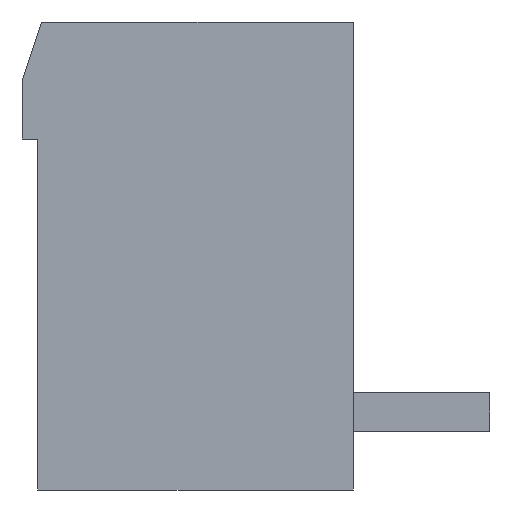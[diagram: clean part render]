
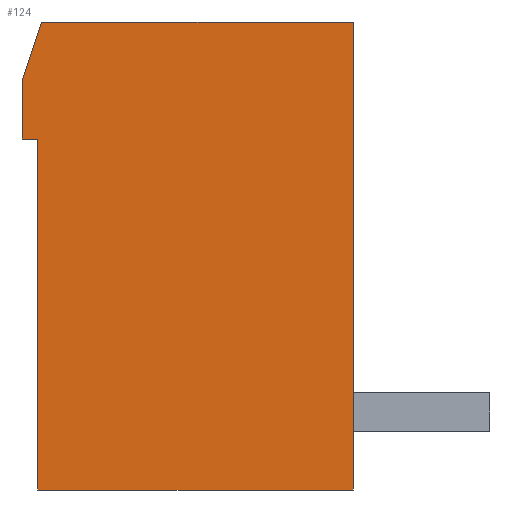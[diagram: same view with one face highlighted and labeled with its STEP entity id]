
A CAD part, left-side view. The second image highlights one B-rep face of the part: STEP entity #124.
In plain terms, the highlighted planar face has unit normal (-1, 0, 0).
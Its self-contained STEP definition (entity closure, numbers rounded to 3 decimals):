
#124=ADVANCED_FACE('3578',(#335),#336,.T.);
#335=FACE_OUTER_BOUND('',#639,.T.);
#336=PLANE('',#640);
#639=EDGE_LOOP('',(#1325,#1326,#1327,#1328,#1329,#1330,#1331));
#640=AXIS2_PLACEMENT_3D('',#1332,#1333,#1334);
#1325=ORIENTED_EDGE('',*,*,#2236,.T.);
#1326=ORIENTED_EDGE('',*,*,#2237,.T.);
#1327=ORIENTED_EDGE('',*,*,#2238,.F.);
#1328=ORIENTED_EDGE('',*,*,#2239,.T.);
#1329=ORIENTED_EDGE('',*,*,#2240,.F.);
#1330=ORIENTED_EDGE('',*,*,#2087,.F.);
#1331=ORIENTED_EDGE('',*,*,#2235,.T.);
#1332=CARTESIAN_POINT('',(-13.7,4.675,0.0));
#1333=DIRECTION('',(-1.0,0.0,0.0));
#1334=DIRECTION('',(0.0,0.0,1.0));
#2087=EDGE_CURVE('3892',#2505,#2507,#2508,.T.);
#2235=EDGE_CURVE('3890',#2505,#2745,#2747,.T.);
#2236=EDGE_CURVE('3895',#2745,#2748,#2749,.T.);
#2237=EDGE_CURVE('3880',#2748,#2750,#2751,.T.);
#2238=EDGE_CURVE('3881',#2752,#2750,#2753,.T.);
#2239=EDGE_CURVE('3884',#2752,#2754,#2755,.T.);
#2240=EDGE_CURVE('3868',#2507,#2754,#2756,.T.);
#2505=VERTEX_POINT('',#3179);
#2507=VERTEX_POINT('',#3182);
#2508=LINE('',#3183,#3184);
#2745=VERTEX_POINT('',#3589);
#2747=LINE('',#3592,#3593);
#2748=VERTEX_POINT('',#3594);
#2749=LINE('',#3595,#3596);
#2750=VERTEX_POINT('',#3597);
#2751=LINE('',#3598,#3599);
#2752=VERTEX_POINT('',#3600);
#2753=LINE('',#3601,#3602);
#2754=VERTEX_POINT('',#3603);
#2755=LINE('',#3604,#3605);
#2756=LINE('',#3606,#3607);
#3179=CARTESIAN_POINT('',(-13.7,4.175,0.0));
#3182=CARTESIAN_POINT('',(-13.7,-3.825,0.0));
#3183=CARTESIAN_POINT('',(-13.7,4.175,0.0));
#3184=VECTOR('',#4254,8.0);
#3589=CARTESIAN_POINT('',(-13.7,4.675,-1.5));
#3592=CARTESIAN_POINT('',(-13.7,4.175,0.0));
#3593=VECTOR('',#4448,1.581);
#3594=CARTESIAN_POINT('',(-13.7,4.675,-3.0));
#3595=CARTESIAN_POINT('',(-13.7,4.675,-1.5));
#3596=VECTOR('',#4449,1.5);
#3597=CARTESIAN_POINT('',(-13.7,4.275,-3.0));
#3598=CARTESIAN_POINT('',(-13.7,4.675,-3.0));
#3599=VECTOR('',#4450,0.4);
#3600=CARTESIAN_POINT('',(-13.7,4.275,-12.0));
#3601=CARTESIAN_POINT('',(-13.7,4.275,-12.0));
#3602=VECTOR('',#4451,9.0);
#3603=CARTESIAN_POINT('',(-13.7,-3.825,-12.0));
#3604=CARTESIAN_POINT('',(-13.7,4.275,-12.0));
#3605=VECTOR('',#4452,8.1);
#3606=CARTESIAN_POINT('',(-13.7,-3.825,0.0));
#3607=VECTOR('',#4453,12.0);
#4254=DIRECTION('',(0.0,-1.0,0.0));
#4448=DIRECTION('',(0.0,0.316,-0.949));
#4449=DIRECTION('',(0.0,0.0,-1.0));
#4450=DIRECTION('',(0.0,-1.0,0.0));
#4451=DIRECTION('',(0.0,0.0,1.0));
#4452=DIRECTION('',(0.0,-1.0,0.0));
#4453=DIRECTION('',(0.0,0.0,-1.0));
